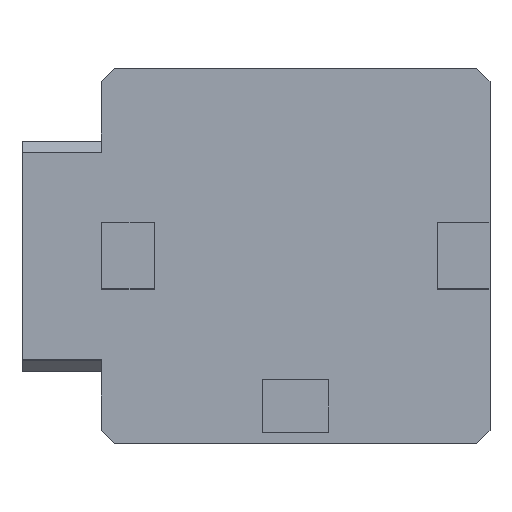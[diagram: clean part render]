
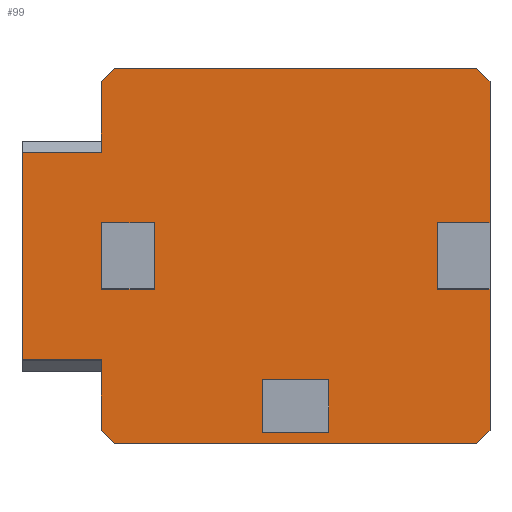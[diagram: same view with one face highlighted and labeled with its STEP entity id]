
A CAD part, top view. The second image highlights one B-rep face of the part: STEP entity #99.
In plain terms, the highlighted planar face has unit normal (0, 0, 1).
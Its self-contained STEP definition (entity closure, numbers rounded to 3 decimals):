
#99=ADVANCED_FACE('',(#236,#237,#238),#162,.T.);
#162=PLANE('',#1187);
#236=FACE_BOUND('',#262,.T.);
#237=FACE_BOUND('',#263,.T.);
#238=FACE_BOUND('',#264,.T.);
#262=EDGE_LOOP('',(#346,#347,#348,#349));
#263=EDGE_LOOP('',(#350,#351,#352,#353));
#264=EDGE_LOOP('',(#354,#355,#356,#357,#358,#359,#360,#361,#362,#363,#364,
#365,#366,#367,#368,#369));
#346=ORIENTED_EDGE('',*,*,#752,.T.);
#347=ORIENTED_EDGE('',*,*,#753,.T.);
#348=ORIENTED_EDGE('',*,*,#754,.T.);
#349=ORIENTED_EDGE('',*,*,#755,.T.);
#350=ORIENTED_EDGE('',*,*,#756,.T.);
#351=ORIENTED_EDGE('',*,*,#757,.T.);
#352=ORIENTED_EDGE('',*,*,#758,.T.);
#353=ORIENTED_EDGE('',*,*,#759,.T.);
#354=ORIENTED_EDGE('',*,*,#760,.T.);
#355=ORIENTED_EDGE('',*,*,#761,.T.);
#356=ORIENTED_EDGE('',*,*,#762,.F.);
#357=ORIENTED_EDGE('',*,*,#763,.F.);
#358=ORIENTED_EDGE('',*,*,#764,.F.);
#359=ORIENTED_EDGE('',*,*,#765,.F.);
#360=ORIENTED_EDGE('',*,*,#766,.F.);
#361=ORIENTED_EDGE('',*,*,#767,.F.);
#362=ORIENTED_EDGE('',*,*,#768,.T.);
#363=ORIENTED_EDGE('',*,*,#769,.F.);
#364=ORIENTED_EDGE('',*,*,#770,.F.);
#365=ORIENTED_EDGE('',*,*,#771,.F.);
#366=ORIENTED_EDGE('',*,*,#772,.T.);
#367=ORIENTED_EDGE('',*,*,#773,.F.);
#368=ORIENTED_EDGE('',*,*,#774,.F.);
#369=ORIENTED_EDGE('',*,*,#775,.T.);
#648=VERTEX_POINT('',#1601);
#649=VERTEX_POINT('',#1602);
#650=VERTEX_POINT('',#1604);
#651=VERTEX_POINT('',#1606);
#652=VERTEX_POINT('',#1609);
#653=VERTEX_POINT('',#1610);
#654=VERTEX_POINT('',#1612);
#655=VERTEX_POINT('',#1614);
#656=VERTEX_POINT('',#1617);
#657=VERTEX_POINT('',#1618);
#658=VERTEX_POINT('',#1620);
#659=VERTEX_POINT('',#1622);
#660=VERTEX_POINT('',#1624);
#661=VERTEX_POINT('',#1626);
#662=VERTEX_POINT('',#1628);
#663=VERTEX_POINT('',#1630);
#664=VERTEX_POINT('',#1632);
#665=VERTEX_POINT('',#1634);
#666=VERTEX_POINT('',#1636);
#667=VERTEX_POINT('',#1638);
#668=VERTEX_POINT('',#1640);
#669=VERTEX_POINT('',#1642);
#670=VERTEX_POINT('',#1644);
#671=VERTEX_POINT('',#1646);
#752=EDGE_CURVE('',#648,#649,#902,.T.);
#753=EDGE_CURVE('',#649,#650,#903,.T.);
#754=EDGE_CURVE('',#650,#651,#904,.T.);
#755=EDGE_CURVE('',#651,#648,#905,.T.);
#756=EDGE_CURVE('',#652,#653,#906,.T.);
#757=EDGE_CURVE('',#653,#654,#907,.T.);
#758=EDGE_CURVE('',#654,#655,#908,.T.);
#759=EDGE_CURVE('',#655,#652,#909,.T.);
#760=EDGE_CURVE('',#656,#657,#910,.T.);
#761=EDGE_CURVE('',#657,#658,#911,.T.);
#762=EDGE_CURVE('',#659,#658,#912,.T.);
#763=EDGE_CURVE('',#660,#659,#913,.T.);
#764=EDGE_CURVE('',#661,#660,#914,.T.);
#765=EDGE_CURVE('',#662,#661,#915,.T.);
#766=EDGE_CURVE('',#663,#662,#916,.T.);
#767=EDGE_CURVE('',#664,#663,#917,.T.);
#768=EDGE_CURVE('',#664,#665,#918,.T.);
#769=EDGE_CURVE('',#666,#665,#919,.T.);
#770=EDGE_CURVE('',#667,#666,#920,.T.);
#771=EDGE_CURVE('',#668,#667,#921,.T.);
#772=EDGE_CURVE('',#668,#669,#922,.T.);
#773=EDGE_CURVE('',#670,#669,#923,.T.);
#774=EDGE_CURVE('',#671,#670,#924,.T.);
#775=EDGE_CURVE('',#671,#656,#925,.T.);
#902=LINE('',#1600,#1031);
#903=LINE('',#1603,#1032);
#904=LINE('',#1605,#1033);
#905=LINE('',#1607,#1034);
#906=LINE('',#1608,#1035);
#907=LINE('',#1611,#1036);
#908=LINE('',#1613,#1037);
#909=LINE('',#1615,#1038);
#910=LINE('',#1616,#1039);
#911=LINE('',#1619,#1040);
#912=LINE('',#1621,#1041);
#913=LINE('',#1623,#1042);
#914=LINE('',#1625,#1043);
#915=LINE('',#1627,#1044);
#916=LINE('',#1629,#1045);
#917=LINE('',#1631,#1046);
#918=LINE('',#1633,#1047);
#919=LINE('',#1635,#1048);
#920=LINE('',#1637,#1049);
#921=LINE('',#1639,#1050);
#922=LINE('',#1641,#1051);
#923=LINE('',#1643,#1052);
#924=LINE('',#1645,#1053);
#925=LINE('',#1647,#1054);
#1031=VECTOR('',#1289,1.);
#1032=VECTOR('',#1290,1.);
#1033=VECTOR('',#1291,1.);
#1034=VECTOR('',#1292,1.);
#1035=VECTOR('',#1293,1.);
#1036=VECTOR('',#1294,1.);
#1037=VECTOR('',#1295,1.);
#1038=VECTOR('',#1296,1.);
#1039=VECTOR('',#1297,1.);
#1040=VECTOR('',#1298,1.);
#1041=VECTOR('',#1299,1.);
#1042=VECTOR('',#1300,1.);
#1043=VECTOR('',#1301,1.);
#1044=VECTOR('',#1302,1.);
#1045=VECTOR('',#1303,1.);
#1046=VECTOR('',#1304,1.);
#1047=VECTOR('',#1305,1.);
#1048=VECTOR('',#1306,1.);
#1049=VECTOR('',#1307,1.);
#1050=VECTOR('',#1308,1.);
#1051=VECTOR('',#1309,1.);
#1052=VECTOR('',#1310,1.);
#1053=VECTOR('',#1311,1.);
#1054=VECTOR('',#1312,1.);
#1187=AXIS2_PLACEMENT_3D('',#1648,#1313,#1314);
#1289=DIRECTION('',(0.,1.,0.));
#1290=DIRECTION('',(1.,0.,0.));
#1291=DIRECTION('',(0.,-1.,0.));
#1292=DIRECTION('',(-1.,0.,0.));
#1293=DIRECTION('',(1.,0.,0.));
#1294=DIRECTION('',(0.,-1.,0.));
#1295=DIRECTION('',(-1.,0.,0.));
#1296=DIRECTION('',(0.,1.,0.));
#1297=DIRECTION('',(0.,1.,0.));
#1298=DIRECTION('',(1.,0.,0.));
#1299=DIRECTION('',(0.,-1.,0.));
#1300=DIRECTION('',(0.707,-0.707,0.));
#1301=DIRECTION('',(1.,0.,0.));
#1302=DIRECTION('',(0.707,0.707,0.));
#1303=DIRECTION('',(0.,1.,0.));
#1304=DIRECTION('',(1.,0.,0.));
#1305=DIRECTION('',(0.,-1.,0.));
#1306=DIRECTION('',(-1.,0.,0.));
#1307=DIRECTION('',(0.,1.,0.));
#1308=DIRECTION('',(-0.707,0.707,0.));
#1309=DIRECTION('',(1.,0.,0.));
#1310=DIRECTION('',(-0.707,-0.707,0.));
#1311=DIRECTION('',(0.,-1.,0.));
#1312=DIRECTION('',(-1.,0.,0.));
#1313=DIRECTION('',(0.,0.,1.));
#1314=DIRECTION('',(1.,0.,0.));
#1600=CARTESIAN_POINT('',(-7.5,-28.,0.));
#1601=CARTESIAN_POINT('',(-7.5,-40.,0.));
#1602=CARTESIAN_POINT('',(-7.5,-28.,0.));
#1603=CARTESIAN_POINT('',(-7.5,-28.,0.));
#1604=CARTESIAN_POINT('',(7.5,-28.,0.));
#1605=CARTESIAN_POINT('',(7.5,-40.,0.));
#1606=CARTESIAN_POINT('',(7.5,-40.,0.));
#1607=CARTESIAN_POINT('',(7.5,-40.,0.));
#1608=CARTESIAN_POINT('',(-44.,7.5,0.));
#1609=CARTESIAN_POINT('',(-44.,7.5,0.));
#1610=CARTESIAN_POINT('',(-32.,7.5,0.));
#1611=CARTESIAN_POINT('',(-32.,7.5,0.));
#1612=CARTESIAN_POINT('',(-32.,-7.5,0.));
#1613=CARTESIAN_POINT('',(-32.,-7.5,0.));
#1614=CARTESIAN_POINT('',(-44.,-7.5,0.));
#1615=CARTESIAN_POINT('',(-44.,-7.5,0.));
#1616=CARTESIAN_POINT('',(32.,-7.5,0.));
#1617=CARTESIAN_POINT('',(32.,-7.5,0.));
#1618=CARTESIAN_POINT('',(32.,7.5,0.));
#1619=CARTESIAN_POINT('',(32.,7.5,0.));
#1620=CARTESIAN_POINT('',(44.,7.5,0.));
#1621=CARTESIAN_POINT('',(44.,42.5,0.));
#1622=CARTESIAN_POINT('',(44.,39.5,0.));
#1623=CARTESIAN_POINT('',(41.,42.5,0.));
#1624=CARTESIAN_POINT('',(41.,42.5,0.));
#1625=CARTESIAN_POINT('',(-62.,42.5,0.));
#1626=CARTESIAN_POINT('',(-41.,42.5,0.));
#1627=CARTESIAN_POINT('',(-44.,39.5,0.));
#1628=CARTESIAN_POINT('',(-44.,39.5,0.));
#1629=CARTESIAN_POINT('',(-44.,23.5,0.));
#1630=CARTESIAN_POINT('',(-44.,23.5,0.));
#1631=CARTESIAN_POINT('',(-62.,23.5,0.));
#1632=CARTESIAN_POINT('',(-62.,23.5,0.));
#1633=CARTESIAN_POINT('',(-62.,42.5,0.));
#1634=CARTESIAN_POINT('',(-62.,-23.5,0.));
#1635=CARTESIAN_POINT('',(-62.,-23.5,0.));
#1636=CARTESIAN_POINT('',(-44.,-23.5,0.));
#1637=CARTESIAN_POINT('',(-44.,-39.5,0.));
#1638=CARTESIAN_POINT('',(-44.,-39.5,0.));
#1639=CARTESIAN_POINT('',(-41.,-42.5,0.));
#1640=CARTESIAN_POINT('',(-41.,-42.5,0.));
#1641=CARTESIAN_POINT('',(-62.,-42.5,0.));
#1642=CARTESIAN_POINT('',(41.,-42.5,0.));
#1643=CARTESIAN_POINT('',(44.,-39.5,0.));
#1644=CARTESIAN_POINT('',(44.,-39.5,0.));
#1645=CARTESIAN_POINT('',(44.,42.5,0.));
#1646=CARTESIAN_POINT('',(44.,-7.5,0.));
#1647=CARTESIAN_POINT('',(44.,-7.5,0.));
#1648=CARTESIAN_POINT('',(-62.,42.5,0.));
